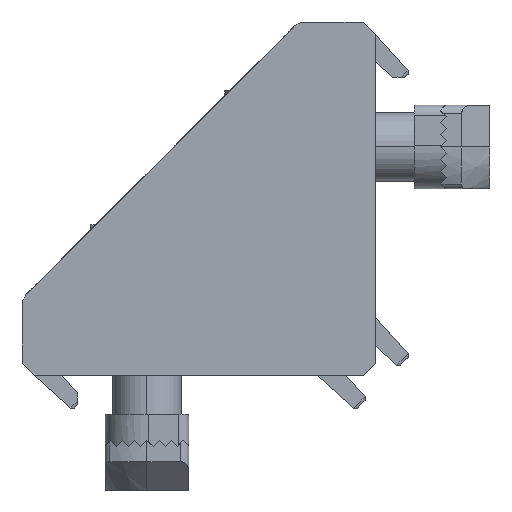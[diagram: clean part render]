
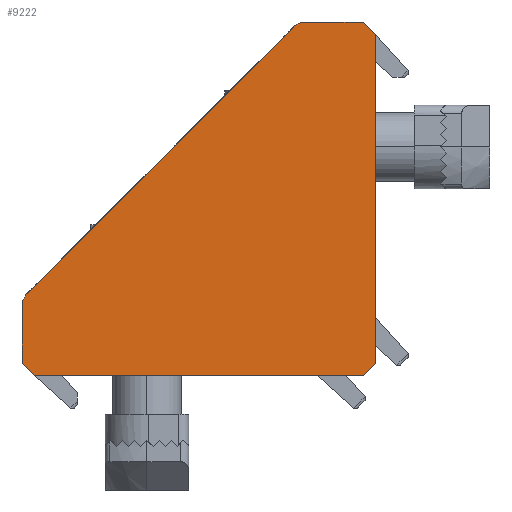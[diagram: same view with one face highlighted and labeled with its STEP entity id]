
A CAD part, left-side view. The second image highlights one B-rep face of the part: STEP entity #9222.
In plain terms, the highlighted planar face has unit normal (-1, -0.006, -0.006).
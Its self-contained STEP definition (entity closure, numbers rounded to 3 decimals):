
#1526=DIRECTION('',(0.009,-0.707,-0.707));
#1527=VECTOR('',#1526,2.);
#1528=CARTESIAN_POINT('',(-20.954,1.414,41.));
#1529=LINE('',#1528,#1527);
#1533=DIRECTION('',(0.,0.707,-0.707));
#1534=VECTOR('',#1533,2.);
#1535=CARTESIAN_POINT('',(-20.701,0.,
1.414));
#1536=LINE('',#1535,#1534);
#1540=DIRECTION('',(-0.009,0.707,0.707));
#1541=VECTOR('',#1540,2.001);
#1542=CARTESIAN_POINT('',(-20.936,39.585,
0.));
#1543=LINE('',#1542,#1541);
#1547=CARTESIAN_POINT('',(-20.995,41.,8.093));
#1548=CARTESIAN_POINT('',(-20.997,41.,8.369));
#1549=CARTESIAN_POINT('',(-20.999,40.891,8.876));
#1550=CARTESIAN_POINT('',(-21.,40.609,9.312));
#1551=CARTESIAN_POINT('',(-21.,40.414,9.508));
#1556=DIRECTION('',(0.,-0.707,0.707));
#1557=VECTOR('',#1556,43.709);
#1558=CARTESIAN_POINT('',(-21.,40.414,9.508));
#1559=LINE('',#1558,#1557);
#1563=CARTESIAN_POINT('',(-21.,9.508,40.414));
#1564=CARTESIAN_POINT('',(-21.,9.381,40.54));
#1565=CARTESIAN_POINT('',(-21.,9.107,40.751));
#1566=CARTESIAN_POINT('',(-20.998,8.615,40.954));
#1567=CARTESIAN_POINT('',(-20.996,8.272,41.));
#1568=CARTESIAN_POINT('',(-20.995,8.094,41.));
#1657=DIRECTION('',(-0.006,0.,1.));
#1658=VECTOR('',#1657,38.172);
#1659=CARTESIAN_POINT('',(-20.701,0.,
1.414));
#1660=LINE('',#1659,#1658);
#2765=DIRECTION('',(0.006,-1.,0.));
#2766=VECTOR('',#2765,38.172);
#2767=CARTESIAN_POINT('',(-20.936,39.585,
0.));
#2768=LINE('',#2767,#2766);
#6124=DIRECTION('',(0.006,0.,-1.));
#6125=VECTOR('',#6124,6.679);
#6126=CARTESIAN_POINT('',(-20.995,41.,8.093));
#6127=LINE('',#6126,#6125);
#6269=DIRECTION('',(-0.006,1.,0.));
#6270=VECTOR('',#6269,6.68);
#6271=CARTESIAN_POINT('',(-20.954,1.414,41.));
#6272=LINE('',#6271,#6270);
#6717=CARTESIAN_POINT('',(-21.,9.508,40.414));
#6718=VERTEX_POINT('',#6717);
#6719=CARTESIAN_POINT('',(-21.,40.414,9.508));
#6720=VERTEX_POINT('',#6719);
#6745=VERTEX_POINT('',#1547);
#6769=CARTESIAN_POINT('',(-20.995,8.094,41.));
#6770=VERTEX_POINT('',#6769);
#6783=CARTESIAN_POINT('',(-20.954,1.414,41.));
#6784=CARTESIAN_POINT('',(-20.936,0.,
39.586));
#6785=VERTEX_POINT('',#6783);
#6786=VERTEX_POINT('',#6784);
#6795=CARTESIAN_POINT('',(-20.701,0.,
1.414));
#6796=VERTEX_POINT('',#6795);
#6797=CARTESIAN_POINT('',(-20.701,1.414,
0.));
#6798=VERTEX_POINT('',#6797);
#6799=CARTESIAN_POINT('',(-20.936,39.585,
0.));
#6800=VERTEX_POINT('',#6799);
#6801=CARTESIAN_POINT('',(-20.954,41.,1.414));
#6802=VERTEX_POINT('',#6801);
#9199=CARTESIAN_POINT('',(-21.,9.508,40.414));
#9200=DIRECTION('',(-1.,-0.006,-0.006));
#9201=DIRECTION('',(-0.006,0.,1.));
#9202=AXIS2_PLACEMENT_3D('',#9199,#9200,#9201);
#9203=PLANE('',#9202);
#9204=ORIENTED_EDGE('',*,*,#9174,.T.);
#9206=ORIENTED_EDGE('',*,*,#9205,.F.);
#9208=ORIENTED_EDGE('',*,*,#9207,.T.);
#9210=ORIENTED_EDGE('',*,*,#9209,.F.);
#9212=ORIENTED_EDGE('',*,*,#9211,.T.);
#9214=ORIENTED_EDGE('',*,*,#9213,.F.);
#9215=ORIENTED_EDGE('',*,*,#8707,.T.);
#9216=ORIENTED_EDGE('',*,*,#7982,.T.);
#9217=ORIENTED_EDGE('',*,*,#9123,.T.);
#9219=ORIENTED_EDGE('',*,*,#9218,.F.);
#9220=EDGE_LOOP('',(#9204,#9206,#9208,#9210,#9212,#9214,#9215,#9216,#9217,
#9219));
#9221=FACE_OUTER_BOUND('',#9220,.F.);
#1552=B_SPLINE_CURVE_WITH_KNOTS('',3,(#1547,#1548,#1549,#1550,#1551),
.UNSPECIFIED.,.F.,.F.,(4,1,4),(0.,0.5,1.),.UNSPECIFIED.);
#1569=B_SPLINE_CURVE_WITH_KNOTS('',3,(#1563,#1564,#1565,#1566,#1567,#1568),
.UNSPECIFIED.,.F.,.F.,(4,1,1,4),(0.,0.333,0.667,1.),
.UNSPECIFIED.);
#7982=EDGE_CURVE('',#6720,#6718,#1559,.T.);
#8707=EDGE_CURVE('',#6745,#6720,#1552,.T.);
#9123=EDGE_CURVE('',#6718,#6770,#1569,.T.);
#9174=EDGE_CURVE('',#6785,#6786,#1529,.T.);
#9205=EDGE_CURVE('',#6796,#6786,#1660,.T.);
#9207=EDGE_CURVE('',#6796,#6798,#1536,.T.);
#9209=EDGE_CURVE('',#6800,#6798,#2768,.T.);
#9211=EDGE_CURVE('',#6800,#6802,#1543,.T.);
#9213=EDGE_CURVE('',#6745,#6802,#6127,.T.);
#9218=EDGE_CURVE('',#6785,#6770,#6272,.T.);
#9222=ADVANCED_FACE('',(#9221),#9203,.T.);
